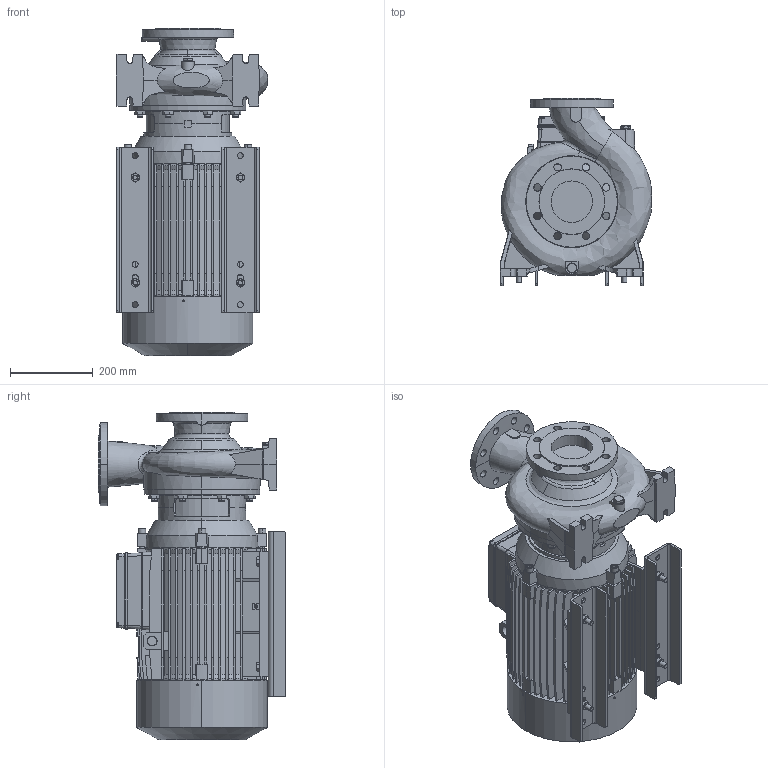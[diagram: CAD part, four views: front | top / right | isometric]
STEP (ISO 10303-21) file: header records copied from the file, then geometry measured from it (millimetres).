
FILE_DESCRIPTION (( 'STEP AP214' ), '1' );
FILE_NAME ('4.93.492.61swa01.step', '2023-01-23T13:00:39', ( '' ), ( '' ), 'SwSTEP 2.0', 'SolidWorks 2020', '' );
FILE_SCHEMA (( 'AUTOMOTIVE_DESIGN' ));
Length unit declared in the file: millimetre
Products named in the file (2): 4.93.492.61swa01; Copia di 4_93_492_61_REV00^4.93.492.61swa01
Assembly tree (1 placements, depth 2):
  4.93.492.61swa01
    Copia di 4_93_492_61_REV00^4.93.492.61swa01
Bounding box: 365.2 x 452 x 790 mm (x, y, z)
Volume: 52553979.9 mm3; surface area: 2897717.5 mm2
Topology: 46 solids, 46 shells, 3704 faces, 9876 edges, 6410 vertices
Faces by surface type: plane 1468, bspline 1144, cylinder 556, cone 524, sphere 8, torus 4
Entity records: 169573 total; most frequent: CARTESIAN_POINT 83828, ORIENTED_EDGE 19752, DIRECTION 14047, EDGE_CURVE 9876, VERTEX_POINT 6410, LINE 5777, VECTOR 5777, AXIS2_PLACEMENT_3D 4135
